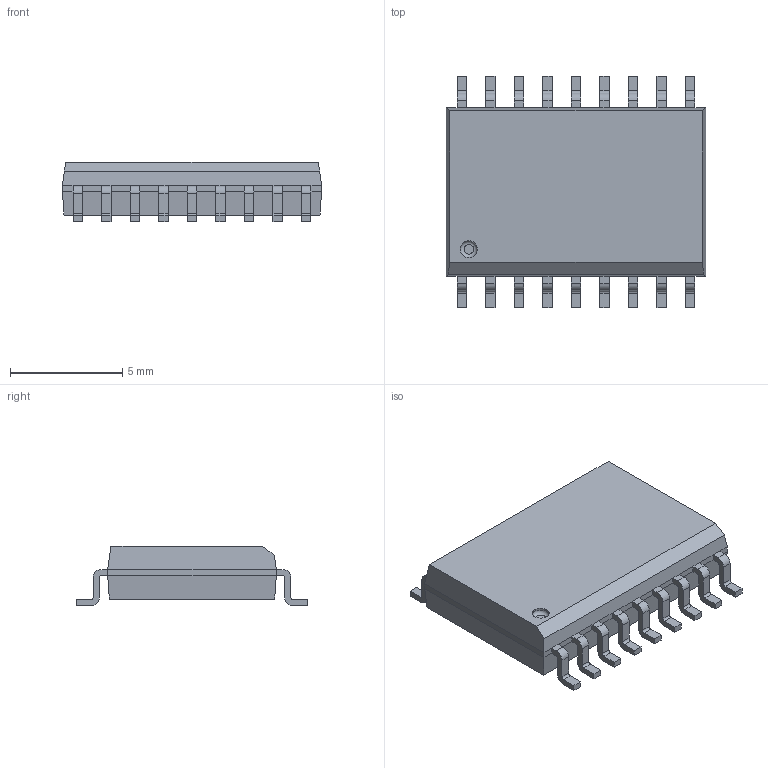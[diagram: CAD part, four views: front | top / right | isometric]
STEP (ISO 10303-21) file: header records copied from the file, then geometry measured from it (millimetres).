
FILE_DESCRIPTION( ( '' ), ' ' );
FILE_NAME( '5aee156f0958be107f99a328.step', '2018-05-05T20:34:56', ( '' ), ( '' ), ' ', ' ', ' ' );
FILE_SCHEMA( ( 'AUTOMOTIVE_DESIGN { 1 0 10303 214 1 1 1 1 }' ) );
Length unit declared in the file: metre
Products named in the file (1): Open CASCADE STEP translator 6.8 1
Bounding box: 11.53 x 10.3 x 2.65 mm (x, y, z)
Volume: 203 mm3; surface area: 315 mm2
Topology: 1 solids, 1 shells, 270 faces, 720 edges, 453 vertices
Faces by surface type: plane 196, cylinder 73, torus 1
Full cylindrical faces by diameter (mm): 0.75 x1
Entity records: 14019 total; most frequent: CARTESIAN_POINT 1442, ORIENTED_EDGE 1436, DIRECTION 1407, STYLED_ITEM 988, PRESENTATION_STYLE_ASSIGNMENT 988, COLOUR_RGB 988, EDGE_CURVE 718, CURVE_STYLE 718
